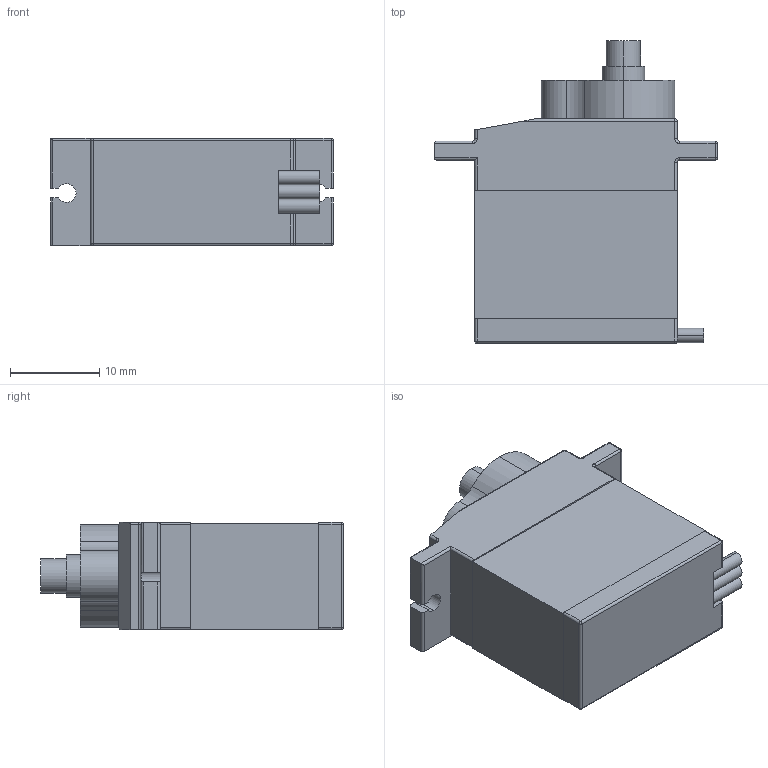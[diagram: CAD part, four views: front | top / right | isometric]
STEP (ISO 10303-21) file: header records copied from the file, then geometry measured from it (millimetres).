
FILE_DESCRIPTION (( 'STEP AP203' ), '1' );
FILE_NAME ('SERVO MG92B.STEP', '2024-10-28T17:08:45', ( '' ), ( '' ), 'SwSTEP 2.0', 'SolidWorks 2023', '' );
FILE_SCHEMA (( 'CONFIG_CONTROL_DESIGN' ));
Length unit declared in the file: millimetre
Products named in the file (1): SERVO MG92B_Predeterminado
Bounding box: 31.69 x 33.93 x 12.06 mm (x, y, z)
Volume: 7571.7 mm3; surface area: 4237.4 mm2
Topology: 9 solids, 9 shells, 129 faces, 297 edges, 177 vertices
Faces by surface type: cylinder 64, plane 50, sphere 10, torus 5
Entity records: 3624 total; most frequent: DIRECTION 665, CARTESIAN_POINT 612, ORIENTED_EDGE 574, EDGE_CURVE 287, AXIS2_PLACEMENT_3D 254, VERTEX_POINT 177, VECTOR 157, LINE 157
